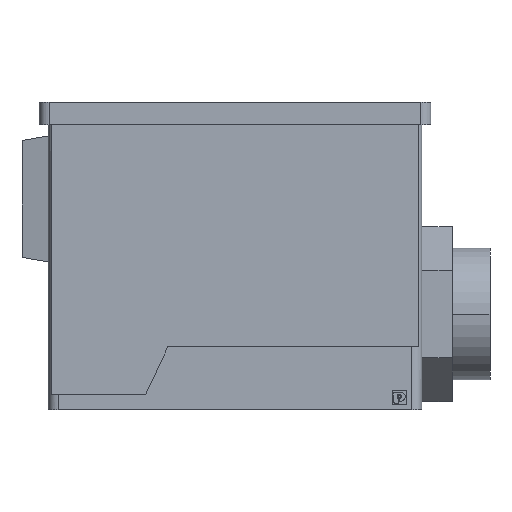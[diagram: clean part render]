
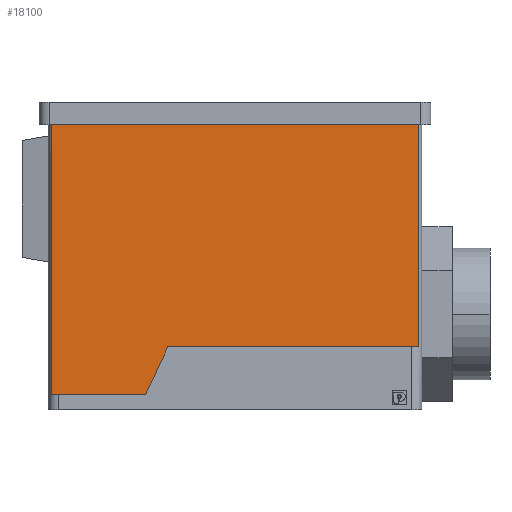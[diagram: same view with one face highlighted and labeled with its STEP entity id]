
A CAD part, left-side view. The second image highlights one B-rep face of the part: STEP entity #18100.
In plain terms, the highlighted face is planar.
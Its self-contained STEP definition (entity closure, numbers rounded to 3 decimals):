
#300=CARTESIAN_POINT('',(-8.331,2.003,4.5));
#310=VERTEX_POINT('',#300);
#340=CARTESIAN_POINT('',(18.454,2.003,4.5));
#350=DIRECTION('',(1.,0.,0.));
#360=VECTOR('',#350,1.);
#370=LINE('',#340,#360);
#380=CARTESIAN_POINT('',(64.315,2.003,4.5));
#390=VERTEX_POINT('',#380);
#400=EDGE_CURVE('',#310,#390,#370,.T.);
#6220=CARTESIAN_POINT('',(-8.331,2.003,48.5));
#6230=VERTEX_POINT('',#6220);
#6260=CARTESIAN_POINT('',(-8.331,2.003,12.));
#6270=DIRECTION('',(0.,0.,1.));
#6280=VECTOR('',#6270,1.);
#6290=LINE('',#6260,#6280);
#6300=EDGE_CURVE('',#310,#6230,#6290,.T.);
#8480=CARTESIAN_POINT('',(64.315,2.003,0.));
#8490=DIRECTION('',(0.,0.,1.));
#8500=VECTOR('',#8490,1.);
#8510=LINE('',#8480,#8500);
#8520=CARTESIAN_POINT('',(64.315,2.003,58.));
#8530=VERTEX_POINT('',#8520);
#8540=EDGE_CURVE('',#390,#8530,#8510,.T.);
#14450=CARTESIAN_POINT('',(41.292,2.003,48.5));
#14460=VERTEX_POINT('',#14450);
#14490=CARTESIAN_POINT('',(63.454,2.003,48.5));
#14500=DIRECTION('',(1.,0.,0.));
#14510=VECTOR('',#14500,1.);
#14520=LINE('',#14490,#14510);
#14530=EDGE_CURVE('',#6230,#14460,#14520,.T.);
#15070=CARTESIAN_POINT('',(45.722,2.003,58.));
#15080=VERTEX_POINT('',#15070);
#15110=CARTESIAN_POINT('',(41.292,2.003,48.5));
#15120=DIRECTION('',(0.423,0.,0.906));
#15130=VECTOR('',#15120,1.);
#15140=LINE('',#15110,#15130);
#15150=EDGE_CURVE('',#14460,#15080,#15140,.T.);
#17500=CARTESIAN_POINT('',(35.516,2.003,58.));
#17510=DIRECTION('',(1.,0.,0.));
#17520=VECTOR('',#17510,1.);
#17530=LINE('',#17500,#17520);
#17540=EDGE_CURVE('',#15080,#8530,#17530,.T.);
#17970=CARTESIAN_POINT('',(-2.436,2.003,50.25));
#17980=DIRECTION('',(0.,-1.,0.));
#17990=DIRECTION('',(1.,0.,0.));
#18000=AXIS2_PLACEMENT_3D('',#17970,#17980,#17990);
#18010=PLANE('',#18000);
#18020=ORIENTED_EDGE('',*,*,#15150,.F.);
#18030=ORIENTED_EDGE('',*,*,#17540,.F.);
#18040=ORIENTED_EDGE('',*,*,#8540,.T.);
#18050=ORIENTED_EDGE('',*,*,#400,.T.);
#18060=ORIENTED_EDGE('',*,*,#6300,.F.);
#18070=ORIENTED_EDGE('',*,*,#14530,.F.);
#18080=EDGE_LOOP('',(#18070,#18060,#18050,#18040,#18030,#18020));
#18090=FACE_OUTER_BOUND('',#18080,.T.);
#18100=ADVANCED_FACE('',(#18090),#18010,.T.);
